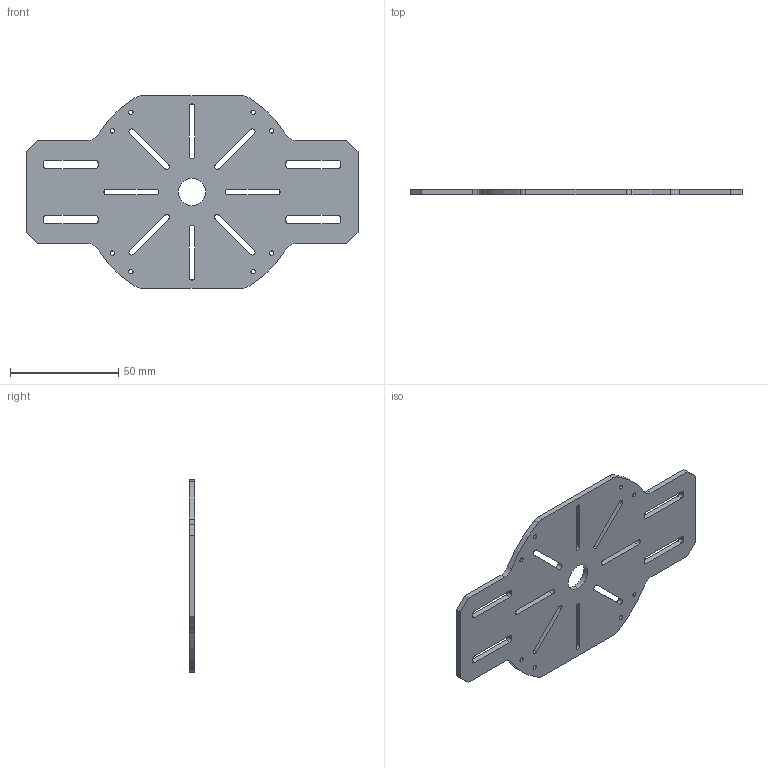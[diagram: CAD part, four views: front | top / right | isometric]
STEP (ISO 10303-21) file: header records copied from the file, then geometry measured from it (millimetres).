
FILE_DESCRIPTION (( 'STEP AP214' ), '1' );
FILE_NAME ('DJI_F330_bottom_plate.STEP', '2022-12-07T15:48:44', ( '' ), ( '' ), 'SwSTEP 2.0', 'SolidWorks 2022', '' );
FILE_SCHEMA (( 'AUTOMOTIVE_DESIGN' ));
Length unit declared in the file: millimetre
Products named in the file (1): DJI_F330_bottom_plate
Bounding box: 153.19 x 2.55 x 88.9 mm (x, y, z)
Volume: 23479.5 mm3; surface area: 21457.9 mm2
Topology: 1 solids, 1 shells, 139 faces, 408 edges, 272 vertices
Faces by surface type: cylinder 80, plane 59
Entity records: 5075 total; most frequent: DIRECTION 848, CARTESIAN_POINT 820, ORIENTED_EDGE 816, EDGE_CURVE 408, AXIS2_PLACEMENT_3D 300, VERTEX_POINT 272, VECTOR 248, LINE 248
